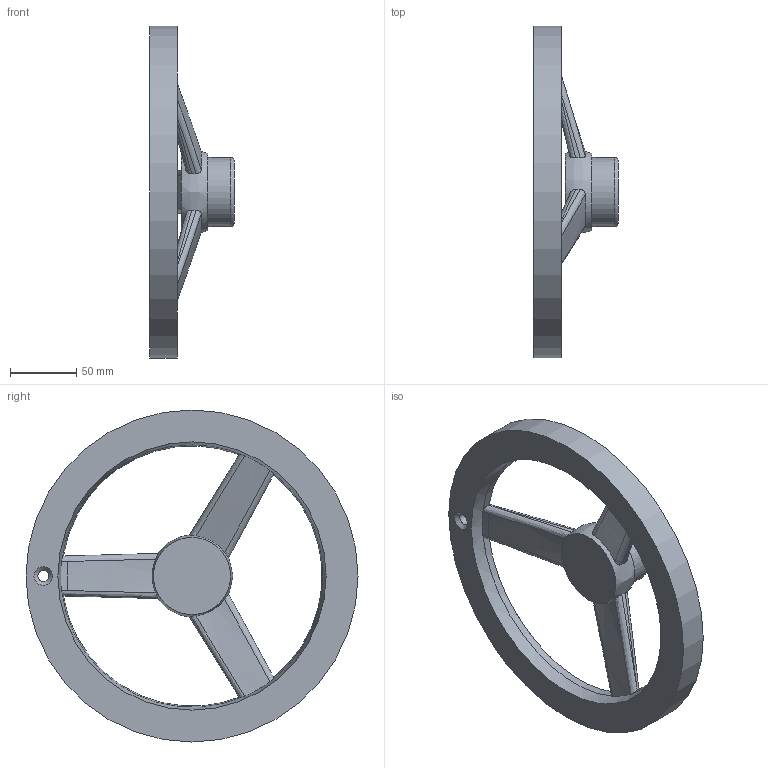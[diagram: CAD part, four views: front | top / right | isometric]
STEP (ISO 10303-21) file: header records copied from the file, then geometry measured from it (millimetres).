
FILE_DESCRIPTION(/* description */ (''),/* implementation_level */ '2;1');
FILE_NAME(/* name */ 'K_250N.dxf',/* time_stamp */ '2012-11-23T15:55:40+08:00',/* author */ (''),/* organization */ (''),/* preprocessor_version */ 'ST-DEVELOPER v9',/* originating_system */ 'UGS - NX 4.0',/* authorisation */ '');
FILE_SCHEMA (('CONFIG_CONTROL_DESIGN'));
Length unit declared in the file: millimetre
Products named in the file (1): Admi19D8xkoi
Bounding box: 64 x 250 x 250 mm (x, y, z)
Volume: 483889.2 mm3; surface area: 90993.4 mm2
Topology: 1 solids, 1 shells, 85 faces, 246 edges, 161 vertices
Faces by surface type: cone 35, cylinder 21, plane 14, bspline 13, torus 2
Full cylindrical faces by diameter (mm): 8.4 x1, 52 x1, 250 x1
Entity records: 3569 total; most frequent: CARTESIAN_POINT 1592, ORIENTED_EDGE 462, DIRECTION 298, EDGE_CURVE 231, VERTEX_POINT 156, B_SPLINE_CURVE_WITH_KNOTS 154, AXIS2_PLACEMENT_3D 148, EDGE_LOOP 101
